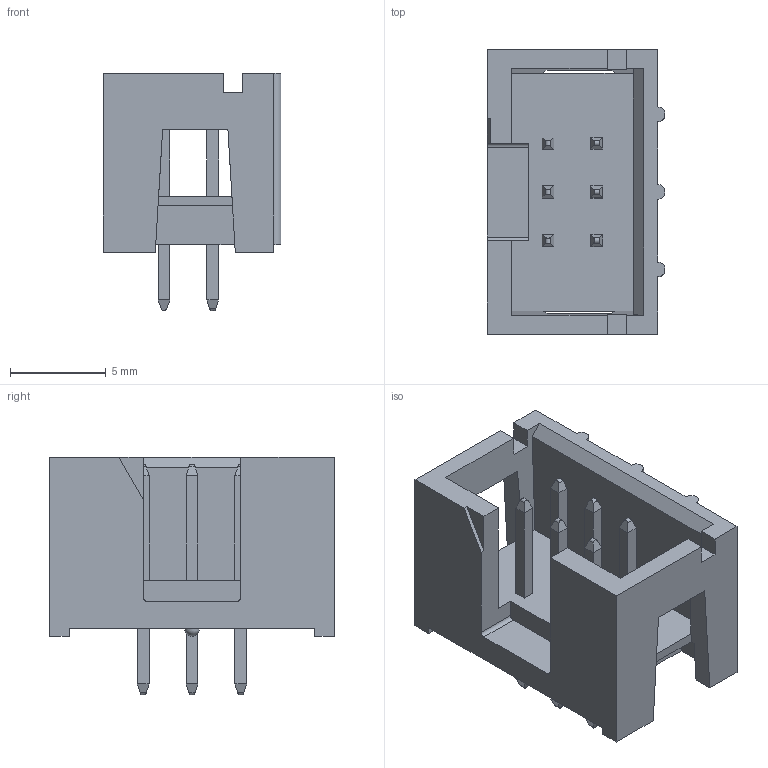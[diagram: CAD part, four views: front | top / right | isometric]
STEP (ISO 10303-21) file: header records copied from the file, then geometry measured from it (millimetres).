
FILE_DESCRIPTION(('FreeCAD Model'),'2;1');
FILE_NAME('ICSP.step','2020-01-17T13:56:47',('Author'),( ''),'Open CASCADE STEP processor 7.3','FreeCAD','Unknown');
FILE_SCHEMA(('AUTOMOTIVE_DESIGN { 1 0 10303 214 1 1 1 1 }'));
Length unit declared in the file: millimetre
Products named in the file (1): Fusion
Bounding box: 9.27 x 14.83 x 12.37 mm (x, y, z)
Volume: 525.2 mm3; surface area: 1049 mm2
Topology: 1 solids, 1 shells, 195 faces, 480 edges, 295 vertices
Faces by surface type: plane 153, cylinder 41, sphere 1
Entity records: 6976 total; most frequent: CARTESIAN_POINT 970, ORIENTED_EDGE 958, DIRECTION 932, EDGE_CURVE 479, LINE 418, VECTOR 418, VERTEX_POINT 295, AXIS2_PLACEMENT_3D 257
